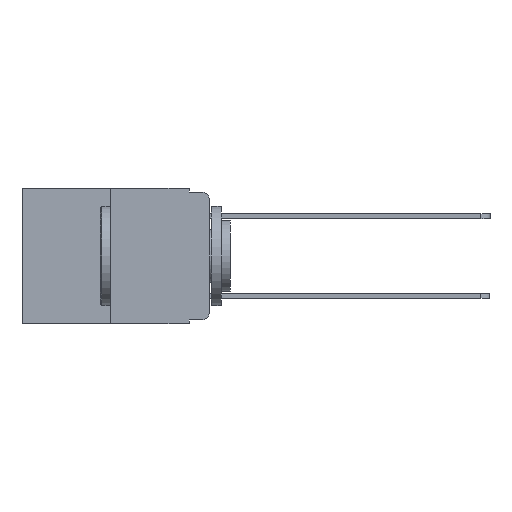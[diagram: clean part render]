
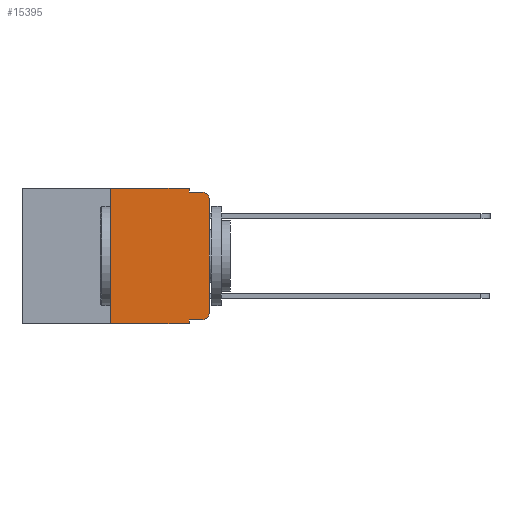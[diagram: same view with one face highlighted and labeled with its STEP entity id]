
A CAD part, left-side view. The second image highlights one B-rep face of the part: STEP entity #15395.
In plain terms, the highlighted planar face has unit normal (-1, 0, 0).
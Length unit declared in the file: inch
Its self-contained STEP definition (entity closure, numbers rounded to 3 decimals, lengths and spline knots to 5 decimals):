
#242 = CARTESIAN_POINT ( 'NONE',  ( 0., 0.051, -0.01 ) ) ;
#702 = FACE_OUTER_BOUND ( 'NONE', #2245, .T. ) ;
#1209 = CARTESIAN_POINT ( 'NONE',  ( 0., 0.02, -0.333 ) ) ;
#1592 = VERTEX_POINT ( 'NONE', #17309 ) ;
#1730 = DIRECTION ( 'NONE',  ( 1., 0., 0. ) ) ;
#2037 = VERTEX_POINT ( 'NONE', #16903 ) ;
#2122 = DIRECTION ( 'NONE',  ( 0., -1., 0. ) ) ;
#2245 = EDGE_LOOP ( 'NONE', ( #14839, #7187, #10638, #10790, #8931, #11647, #13477, #6352, #7807, #14908 ) ) ;
#2492 = CARTESIAN_POINT ( 'NONE',  ( 0., 0.02, -0.313 ) ) ;
#2769 = AXIS2_PLACEMENT_3D ( 'NONE', #19867, #1730, #14612 ) ;
#2791 = VERTEX_POINT ( 'NONE', #10038 ) ;
#3294 = AXIS2_PLACEMENT_3D ( 'NONE', #2492, #15312, #4350 ) ;
#3505 = EDGE_CURVE ( 'NONE', #17655, #1592, #11083, .T. ) ;
#3801 = LINE ( 'NONE', #17288, #17776 ) ;
#4012 = LINE ( 'NONE', #10884, #22583 ) ;
#4040 = LINE ( 'NONE', #13238, #17994 ) ;
#4089 = LINE ( 'NONE', #242, #7902 ) ;
#4176 = CARTESIAN_POINT ( 'NONE',  ( 0., 0., 0. ) ) ;
#4350 = DIRECTION ( 'NONE',  ( 0., 0., -1. ) ) ;
#4497 = VERTEX_POINT ( 'NONE', #21971 ) ;
#6352 = ORIENTED_EDGE ( 'NONE', *, *, #21786, .F. ) ;
#6446 = DIRECTION ( 'NONE',  ( 0., 0., -1. ) ) ;
#7187 = ORIENTED_EDGE ( 'NONE', *, *, #22491, .T. ) ;
#7604 = CARTESIAN_POINT ( 'NONE',  ( 0., 0.051, -0.333 ) ) ;
#7752 = EDGE_CURVE ( 'NONE', #2791, #4497, #17946, .T. ) ;
#7793 = VECTOR ( 'NONE', #11624, 39.37008 ) ;
#7807 = ORIENTED_EDGE ( 'NONE', *, *, #21081, .T. ) ;
#7902 = VECTOR ( 'NONE', #2122, 39.37008 ) ;
#8931 = ORIENTED_EDGE ( 'NONE', *, *, #20284, .F. ) ;
#9046 = LINE ( 'NONE', #10306, #13880 ) ;
#9900 = VERTEX_POINT ( 'NONE', #13659 ) ;
#9901 = VERTEX_POINT ( 'NONE', #10090 ) ;
#10038 = CARTESIAN_POINT ( 'NONE',  ( 0., 0., -0.313 ) ) ;
#10053 = DIRECTION ( 'NONE',  ( -1., 0., 0. ) ) ;
#10090 = CARTESIAN_POINT ( 'NONE',  ( 0., 0.051, -0.333 ) ) ;
#10306 = CARTESIAN_POINT ( 'NONE',  ( 0., 0.473, 0. ) ) ;
#10514 = VECTOR ( 'NONE', #13739, 39.37008 ) ;
#10638 = ORIENTED_EDGE ( 'NONE', *, *, #12408, .F. ) ;
#10790 = ORIENTED_EDGE ( 'NONE', *, *, #17651, .F. ) ;
#10884 = CARTESIAN_POINT ( 'NONE',  ( 0., 0.25, 0. ) ) ;
#10940 = CARTESIAN_POINT ( 'NONE',  ( 0., 0.25, 0. ) ) ;
#11083 = LINE ( 'NONE', #18985, #10514 ) ;
#11624 = DIRECTION ( 'NONE',  ( 0., 0., 1. ) ) ;
#11647 = ORIENTED_EDGE ( 'NONE', *, *, #21574, .F. ) ;
#11923 = EDGE_CURVE ( 'NONE', #18996, #2791, #14454, .T. ) ;
#12131 = DIRECTION ( 'NONE',  ( 0., -1., 0. ) ) ;
#12408 = EDGE_CURVE ( 'NONE', #9900, #2037, #4089, .T. ) ;
#12725 = PLANE ( 'NONE',  #2769 ) ;
#12756 = AXIS2_PLACEMENT_3D ( 'NONE', #20723, #10053, #22437 ) ;
#13238 = CARTESIAN_POINT ( 'NONE',  ( 0., 0.051, 0. ) ) ;
#13477 = ORIENTED_EDGE ( 'NONE', *, *, #3505, .T. ) ;
#13659 = CARTESIAN_POINT ( 'NONE',  ( 0., 0.051, -0.01 ) ) ;
#13739 = DIRECTION ( 'NONE',  ( 0., -1., 0. ) ) ;
#13880 = VECTOR ( 'NONE', #12131, 39.37008 ) ;
#14454 = CIRCLE ( 'NONE', #3294, 0.02 ) ;
#14612 = DIRECTION ( 'NONE',  ( 0., 0., -1. ) ) ;
#14839 = ORIENTED_EDGE ( 'NONE', *, *, #7752, .T. ) ;
#14908 = ORIENTED_EDGE ( 'NONE', *, *, #11923, .T. ) ;
#15312 = DIRECTION ( 'NONE',  ( -1., 0., 0. ) ) ;
#15395 = ADVANCED_FACE ( 'NONE', ( #702 ), #12725, .F. ) ;
#16874 = VERTEX_POINT ( 'NONE', #20372 ) ;
#16903 = CARTESIAN_POINT ( 'NONE',  ( 0., 0.02, -0.01 ) ) ;
#17288 = CARTESIAN_POINT ( 'NONE',  ( 0., 0.051, 0. ) ) ;
#17309 = CARTESIAN_POINT ( 'NONE',  ( 0., 0.051, -0.343 ) ) ;
#17651 = EDGE_CURVE ( 'NONE', #16874, #9900, #3801, .T. ) ;
#17655 = VERTEX_POINT ( 'NONE', #19031 ) ;
#17776 = VECTOR ( 'NONE', #6446, 39.37008 ) ;
#17946 = LINE ( 'NONE', #4176, #7793 ) ;
#17994 = VECTOR ( 'NONE', #21996, 39.37008 ) ;
#18229 = CIRCLE ( 'NONE', #12756, 0.02 ) ;
#18388 = DIRECTION ( 'NONE',  ( 0., -1., 0. ) ) ;
#18985 = CARTESIAN_POINT ( 'NONE',  ( 0., 0.473, -0.343 ) ) ;
#18996 = VERTEX_POINT ( 'NONE', #1209 ) ;
#19031 = CARTESIAN_POINT ( 'NONE',  ( 0., 0.25, -0.343 ) ) ;
#19630 = VECTOR ( 'NONE', #18388, 39.37008 ) ;
#19867 = CARTESIAN_POINT ( 'NONE',  ( 0., 0.473, 0. ) ) ;
#20185 = LINE ( 'NONE', #7604, #19630 ) ;
#20284 = EDGE_CURVE ( 'NONE', #20379, #16874, #9046, .T. ) ;
#20372 = CARTESIAN_POINT ( 'NONE',  ( 0., 0.051, 0. ) ) ;
#20379 = VERTEX_POINT ( 'NONE', #10940 ) ;
#20723 = CARTESIAN_POINT ( 'NONE',  ( 0., 0.02, -0.03 ) ) ;
#21081 = EDGE_CURVE ( 'NONE', #9901, #18996, #20185, .T. ) ;
#21574 = EDGE_CURVE ( 'NONE', #17655, #20379, #4012, .T. ) ;
#21786 = EDGE_CURVE ( 'NONE', #9901, #1592, #4040, .T. ) ;
#21971 = CARTESIAN_POINT ( 'NONE',  ( 0., 0., -0.03 ) ) ;
#21996 = DIRECTION ( 'NONE',  ( 0., 0., -1. ) ) ;
#22437 = DIRECTION ( 'NONE',  ( 0., 0., -1. ) ) ;
#22491 = EDGE_CURVE ( 'NONE', #4497, #2037, #18229, .T. ) ;
#22583 = VECTOR ( 'NONE', #23228, 39.37008 ) ;
#23228 = DIRECTION ( 'NONE',  ( 0., 0., 1. ) ) ;
